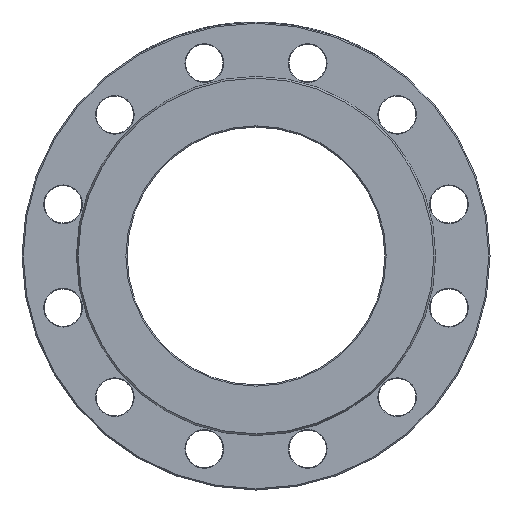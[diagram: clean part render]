
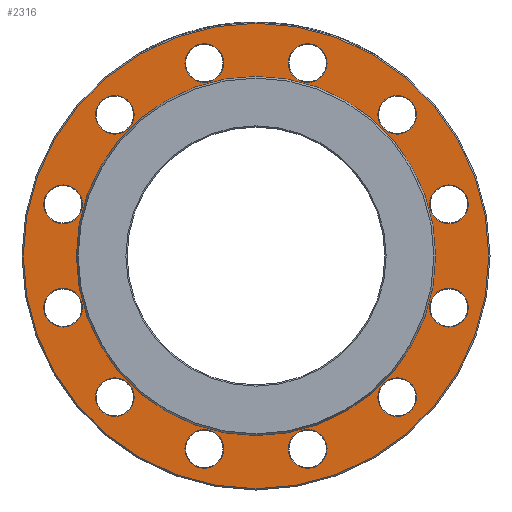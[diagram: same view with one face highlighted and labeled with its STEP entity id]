
A CAD part, left-side view. The second image highlights one B-rep face of the part: STEP entity #2316.
In plain terms, the highlighted planar face has unit normal (-1, 0, 0).
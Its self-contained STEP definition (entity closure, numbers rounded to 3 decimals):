
#61 = DIRECTION ( 'NONE',  ( 0., 0.5, 0.866 ) ) ;
#148 = CIRCLE ( 'NONE', #8334, 15.5 ) ;
#202 = DIRECTION ( 'NONE',  ( 1., 0., 0. ) ) ;
#235 = CIRCLE ( 'NONE', #1164, 15.5 ) ;
#265 = FACE_BOUND ( 'NONE', #3405, .T. ) ;
#341 = CIRCLE ( 'NONE', #1877, 186.5 ) ;
#363 = FACE_BOUND ( 'NONE', #1215, .T. ) ;
#382 = CARTESIAN_POINT ( 'NONE',  ( 3., -154.548, 41.411 ) ) ;
#398 = VERTEX_POINT ( 'NONE', #6296 ) ;
#608 = DIRECTION ( 'NONE',  ( 0., 0., -1. ) ) ;
#654 = CARTESIAN_POINT ( 'NONE',  ( 3., 113.137, 113.137 ) ) ;
#677 = DIRECTION ( 'NONE',  ( 1., 0., 0. ) ) ;
#849 = CIRCLE ( 'NONE', #2076, 15.5 ) ;
#852 = EDGE_CURVE ( 'NONE', #4073, #4073, #8662, .T. ) ;
#950 = FACE_BOUND ( 'NONE', #4175, .T. ) ;
#956 = DIRECTION ( 'NONE',  ( 1., 0., 0. ) ) ;
#1044 = CARTESIAN_POINT ( 'NONE',  ( 3., 143.899, 0. ) ) ;
#1164 = AXIS2_PLACEMENT_3D ( 'NONE', #4131, #4177, #2766 ) ;
#1215 = EDGE_LOOP ( 'NONE', ( #6090 ) ) ;
#1237 = EDGE_LOOP ( 'NONE', ( #9478 ) ) ;
#1259 = EDGE_CURVE ( 'NONE', #1951, #1951, #6956, .T. ) ;
#1291 = EDGE_CURVE ( 'NONE', #3548, #3548, #5255, .T. ) ;
#1318 = CARTESIAN_POINT ( 'NONE',  ( 3., 105.387, -126.56 ) ) ;
#1382 = ORIENTED_EDGE ( 'NONE', *, *, #5091, .T. ) ;
#1412 = CARTESIAN_POINT ( 'NONE',  ( 3., -56.911, -154.548 ) ) ;
#1437 = EDGE_CURVE ( 'NONE', #5657, #5657, #5403, .T. ) ;
#1862 = FACE_OUTER_BOUND ( 'NONE', #6303, .T. ) ;
#1877 = AXIS2_PLACEMENT_3D ( 'NONE', #3364, #6312, #608 ) ;
#1904 = EDGE_CURVE ( 'NONE', #7037, #7037, #148, .T. ) ;
#1915 = DIRECTION ( 'NONE',  ( 0., 0., -1. ) ) ;
#1951 = VERTEX_POINT ( 'NONE', #2666 ) ;
#2000 = CARTESIAN_POINT ( 'NONE',  ( 3., 154.548, -41.411 ) ) ;
#2043 = ORIENTED_EDGE ( 'NONE', *, *, #7474, .T. ) ;
#2076 = AXIS2_PLACEMENT_3D ( 'NONE', #654, #6500, #5668 ) ;
#2148 = DIRECTION ( 'NONE',  ( 0., -1., 0. ) ) ;
#2316 = ADVANCED_FACE ( 'NONE', ( #5389, #5533, #8500, #265, #6114, #9097, #363, #7051, #5489, #950, #3898, #8552, #1862, #4815 ), #2486, .F. ) ;
#2437 = EDGE_LOOP ( 'NONE', ( #2824 ) ) ;
#2486 = PLANE ( 'NONE',  #7470 ) ;
#2525 = DIRECTION ( 'NONE',  ( 0., -0.5, 0.866 ) ) ;
#2542 = EDGE_CURVE ( 'NONE', #4893, #4893, #5750, .T. ) ;
#2588 = ORIENTED_EDGE ( 'NONE', *, *, #8682, .T. ) ;
#2642 = EDGE_CURVE ( 'NONE', #9422, #9422, #8865, .T. ) ;
#2666 = CARTESIAN_POINT ( 'NONE',  ( 3., 0., 143.899 ) ) ;
#2673 = DIRECTION ( 'NONE',  ( 0., 0., -1. ) ) ;
#2766 = DIRECTION ( 'NONE',  ( 0., -0.866, -0.5 ) ) ;
#2805 = CARTESIAN_POINT ( 'NONE',  ( 3., -105.387, 126.56 ) ) ;
#2824 = ORIENTED_EDGE ( 'NONE', *, *, #4389, .T. ) ;
#2955 = CIRCLE ( 'NONE', #4516, 15.5 ) ;
#3006 = CARTESIAN_POINT ( 'NONE',  ( 3., 154.548, -56.911 ) ) ;
#3349 = CARTESIAN_POINT ( 'NONE',  ( 3., -162.298, -27.988 ) ) ;
#3364 = CARTESIAN_POINT ( 'NONE',  ( 3., 0., 0. ) ) ;
#3405 = EDGE_LOOP ( 'NONE', ( #5481 ) ) ;
#3429 = AXIS2_PLACEMENT_3D ( 'NONE', #4993, #6398, #5705 ) ;
#3432 = DIRECTION ( 'NONE',  ( 0., 0., 1. ) ) ;
#3548 = VERTEX_POINT ( 'NONE', #7810 ) ;
#3561 = AXIS2_PLACEMENT_3D ( 'NONE', #6762, #956, #8271 ) ;
#3594 = VERTEX_POINT ( 'NONE', #6731 ) ;
#3750 = DIRECTION ( 'NONE',  ( 1., 0., 0. ) ) ;
#3788 = VERTEX_POINT ( 'NONE', #4314 ) ;
#3836 = ORIENTED_EDGE ( 'NONE', *, *, #852, .T. ) ;
#3898 = FACE_BOUND ( 'NONE', #7707, .T. ) ;
#4070 = EDGE_LOOP ( 'NONE', ( #8250 ) ) ;
#4073 = VERTEX_POINT ( 'NONE', #1318 ) ;
#4131 = CARTESIAN_POINT ( 'NONE',  ( 3., 41.411, -154.548 ) ) ;
#4151 = CARTESIAN_POINT ( 'NONE',  ( 3., 0., 0. ) ) ;
#4175 = EDGE_LOOP ( 'NONE', ( #2588 ) ) ;
#4177 = DIRECTION ( 'NONE',  ( 1., 0., 0. ) ) ;
#4314 = CARTESIAN_POINT ( 'NONE',  ( 3., 0., -186.5 ) ) ;
#4377 = DIRECTION ( 'NONE',  ( 1., 0., 0. ) ) ;
#4389 = EDGE_CURVE ( 'NONE', #398, #398, #2955, .T. ) ;
#4516 = AXIS2_PLACEMENT_3D ( 'NONE', #9177, #202, #4658 ) ;
#4625 = EDGE_LOOP ( 'NONE', ( #2043 ) ) ;
#4658 = DIRECTION ( 'NONE',  ( 0., -0.866, 0.5 ) ) ;
#4714 = EDGE_LOOP ( 'NONE', ( #6650 ) ) ;
#4815 = FACE_BOUND ( 'NONE', #9518, .T. ) ;
#4893 = VERTEX_POINT ( 'NONE', #2805 ) ;
#4993 = CARTESIAN_POINT ( 'NONE',  ( 3., 41.411, 154.548 ) ) ;
#5046 = VERTEX_POINT ( 'NONE', #3006 ) ;
#5091 = EDGE_CURVE ( 'NONE', #3788, #3788, #341, .T. ) ;
#5164 = CARTESIAN_POINT ( 'NONE',  ( 3., 154.548, 41.411 ) ) ;
#5196 = EDGE_LOOP ( 'NONE', ( #7780 ) ) ;
#5255 = CIRCLE ( 'NONE', #5555, 15.5 ) ;
#5324 = AXIS2_PLACEMENT_3D ( 'NONE', #5907, #4377, #2148 ) ;
#5389 = FACE_BOUND ( 'NONE', #1237, .T. ) ;
#5403 = CIRCLE ( 'NONE', #7583, 15.5 ) ;
#5428 = CIRCLE ( 'NONE', #3429, 15.5 ) ;
#5451 = EDGE_CURVE ( 'NONE', #9616, #9616, #5428, .T. ) ;
#5481 = ORIENTED_EDGE ( 'NONE', *, *, #1904, .T. ) ;
#5489 = FACE_BOUND ( 'NONE', #6486, .T. ) ;
#5533 = FACE_BOUND ( 'NONE', #4625, .T. ) ;
#5549 = DIRECTION ( 'NONE',  ( 0., 0., 1. ) ) ;
#5555 = AXIS2_PLACEMENT_3D ( 'NONE', #382, #9309, #3432 ) ;
#5657 = VERTEX_POINT ( 'NONE', #9374 ) ;
#5668 = DIRECTION ( 'NONE',  ( 0., 0.866, -0.5 ) ) ;
#5705 = DIRECTION ( 'NONE',  ( 0., 1., 0. ) ) ;
#5750 = CIRCLE ( 'NONE', #9337, 15.5 ) ;
#5805 = VERTEX_POINT ( 'NONE', #1412 ) ;
#5907 = CARTESIAN_POINT ( 'NONE',  ( 3., -41.411, -154.548 ) ) ;
#5936 = CIRCLE ( 'NONE', #9369, 15.5 ) ;
#6090 = ORIENTED_EDGE ( 'NONE', *, *, #2642, .T. ) ;
#6114 = FACE_BOUND ( 'NONE', #7370, .T. ) ;
#6178 = DIRECTION ( 'NONE',  ( 0., 0.866, 0.5 ) ) ;
#6296 = CARTESIAN_POINT ( 'NONE',  ( 3., -126.56, -105.387 ) ) ;
#6303 = EDGE_LOOP ( 'NONE', ( #1382 ) ) ;
#6312 = DIRECTION ( 'NONE',  ( -1., 0., 0. ) ) ;
#6398 = DIRECTION ( 'NONE',  ( 1., 0., 0. ) ) ;
#6486 = EDGE_LOOP ( 'NONE', ( #9526 ) ) ;
#6500 = DIRECTION ( 'NONE',  ( 1., 0., 0. ) ) ;
#6650 = ORIENTED_EDGE ( 'NONE', *, *, #5451, .T. ) ;
#6731 = CARTESIAN_POINT ( 'NONE',  ( 3., 126.56, 105.387 ) ) ;
#6762 = CARTESIAN_POINT ( 'NONE',  ( 3., 113.137, -113.137 ) ) ;
#6850 = DIRECTION ( 'NONE',  ( 1., 0., 0. ) ) ;
#6956 = CIRCLE ( 'NONE', #8198, 143.899 ) ;
#6988 = CARTESIAN_POINT ( 'NONE',  ( 3., -154.548, -41.411 ) ) ;
#7037 = VERTEX_POINT ( 'NONE', #7762 ) ;
#7038 = DIRECTION ( 'NONE',  ( 1., 0., 0. ) ) ;
#7051 = FACE_BOUND ( 'NONE', #2437, .T. ) ;
#7062 = EDGE_CURVE ( 'NONE', #5046, #5046, #5936, .T. ) ;
#7163 = DIRECTION ( 'NONE',  ( -1., 0., 0. ) ) ;
#7342 = CIRCLE ( 'NONE', #5324, 15.5 ) ;
#7370 = EDGE_LOOP ( 'NONE', ( #7801 ) ) ;
#7431 = CARTESIAN_POINT ( 'NONE',  ( 3., -113.137, 113.137 ) ) ;
#7470 = AXIS2_PLACEMENT_3D ( 'NONE', #1044, #6850, #1915 ) ;
#7474 = EDGE_CURVE ( 'NONE', #3594, #3594, #849, .T. ) ;
#7583 = AXIS2_PLACEMENT_3D ( 'NONE', #5164, #677, #9553 ) ;
#7643 = DIRECTION ( 'NONE',  ( 1., 0., 0. ) ) ;
#7645 = EDGE_CURVE ( 'NONE', #5805, #5805, #7342, .T. ) ;
#7707 = EDGE_LOOP ( 'NONE', ( #3836 ) ) ;
#7762 = CARTESIAN_POINT ( 'NONE',  ( 3., -27.988, 162.298 ) ) ;
#7780 = ORIENTED_EDGE ( 'NONE', *, *, #1291, .T. ) ;
#7801 = ORIENTED_EDGE ( 'NONE', *, *, #2542, .T. ) ;
#7810 = CARTESIAN_POINT ( 'NONE',  ( 3., -154.548, 56.911 ) ) ;
#8046 = CARTESIAN_POINT ( 'NONE',  ( 3., 56.911, 154.548 ) ) ;
#8198 = AXIS2_PLACEMENT_3D ( 'NONE', #4151, #7163, #5549 ) ;
#8250 = ORIENTED_EDGE ( 'NONE', *, *, #7062, .T. ) ;
#8271 = DIRECTION ( 'NONE',  ( 0., -0.5, -0.866 ) ) ;
#8334 = AXIS2_PLACEMENT_3D ( 'NONE', #8464, #7643, #6178 ) ;
#8464 = CARTESIAN_POINT ( 'NONE',  ( 3., -41.411, 154.548 ) ) ;
#8500 = FACE_BOUND ( 'NONE', #4714, .T. ) ;
#8552 = FACE_BOUND ( 'NONE', #4070, .T. ) ;
#8628 = ORIENTED_EDGE ( 'NONE', *, *, #1259, .F. ) ;
#8662 = CIRCLE ( 'NONE', #3561, 15.5 ) ;
#8682 = EDGE_CURVE ( 'NONE', #8783, #8783, #235, .T. ) ;
#8783 = VERTEX_POINT ( 'NONE', #8828 ) ;
#8828 = CARTESIAN_POINT ( 'NONE',  ( 3., 27.988, -162.298 ) ) ;
#8865 = CIRCLE ( 'NONE', #9024, 15.5 ) ;
#9024 = AXIS2_PLACEMENT_3D ( 'NONE', #6988, #7038, #2525 ) ;
#9097 = FACE_BOUND ( 'NONE', #5196, .T. ) ;
#9177 = CARTESIAN_POINT ( 'NONE',  ( 3., -113.137, -113.137 ) ) ;
#9309 = DIRECTION ( 'NONE',  ( 1., 0., 0. ) ) ;
#9337 = AXIS2_PLACEMENT_3D ( 'NONE', #7431, #3750, #61 ) ;
#9369 = AXIS2_PLACEMENT_3D ( 'NONE', #2000, #9477, #2673 ) ;
#9374 = CARTESIAN_POINT ( 'NONE',  ( 3., 162.298, 27.988 ) ) ;
#9422 = VERTEX_POINT ( 'NONE', #3349 ) ;
#9477 = DIRECTION ( 'NONE',  ( 1., 0., 0. ) ) ;
#9478 = ORIENTED_EDGE ( 'NONE', *, *, #1437, .T. ) ;
#9518 = EDGE_LOOP ( 'NONE', ( #8628 ) ) ;
#9526 = ORIENTED_EDGE ( 'NONE', *, *, #7645, .T. ) ;
#9553 = DIRECTION ( 'NONE',  ( 0., 0.5, -0.866 ) ) ;
#9616 = VERTEX_POINT ( 'NONE', #8046 ) ;
